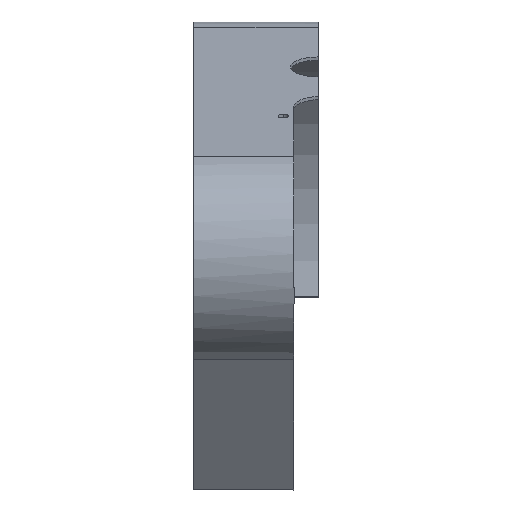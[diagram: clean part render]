
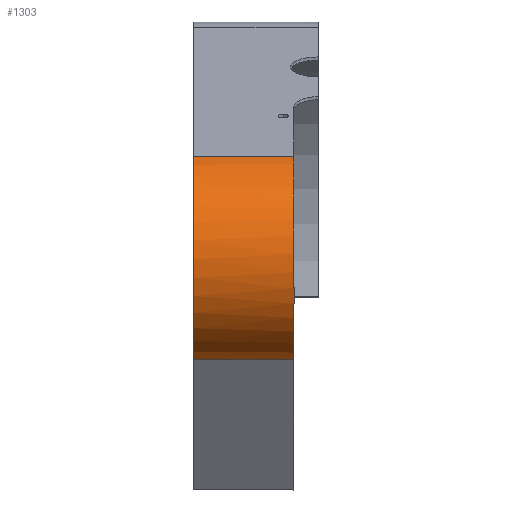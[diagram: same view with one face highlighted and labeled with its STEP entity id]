
A CAD part, front view. The second image highlights one B-rep face of the part: STEP entity #1303.
In plain terms, the highlighted cylindrical face has radius 62 mm (diameter 124 mm), a partial arc.
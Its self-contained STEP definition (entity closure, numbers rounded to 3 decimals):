
#1037=CARTESIAN_POINT('Vertex',(21.725,-22.236,57.875)) ;
#1078=CARTESIAN_POINT('Vertex',(-35.75,-22.236,57.875)) ;
#1081=CARTESIAN_POINT('Line Origine',(0.,-22.236,57.875)) ;
#1149=CARTESIAN_POINT('Axis2P3D Location',(21.725,0.,0.)) ;
#1153=CARTESIAN_POINT('Vertex',(21.725,-61.398,-8.618)) ;
#1204=CARTESIAN_POINT('Control Point',(21.725,-51.373,-34.71)) ;
#1205=CARTESIAN_POINT('Control Point',(21.725,-52.958,-32.365)) ;
#1206=CARTESIAN_POINT('Control Point',(21.757,-54.408,-29.93)) ;
#1207=CARTESIAN_POINT('Control Point',(21.789,-55.709,-27.43)) ;
#1208=CARTESIAN_POINT('Control Point',(21.818,-57.789,-22.816)) ;
#1209=CARTESIAN_POINT('Control Point',(21.795,-59.391,-18.009)) ;
#1210=CARTESIAN_POINT('Control Point',(21.774,-60.008,-15.835)) ;
#1211=CARTESIAN_POINT('Control Point',(21.744,-60.655,-13.078)) ;
#1212=CARTESIAN_POINT('Control Point',(21.729,-61.144,-10.291)) ;
#1213=CARTESIAN_POINT('Control Point',(21.726,-61.235,-9.734)) ;
#1214=CARTESIAN_POINT('Control Point',(21.725,-61.32,-9.177)) ;
#1215=CARTESIAN_POINT('Control Point',(21.725,-61.398,-8.618)) ;
#1216=CARTESIAN_POINT('Vertex',(21.725,-51.373,-34.71)) ;
#1242=CARTESIAN_POINT('Axis2P3D Location',(21.725,0.,0.)) ;
#1246=CARTESIAN_POINT('Vertex',(21.725,-20.168,-58.628)) ;
#1278=CARTESIAN_POINT('Axis2P3D Location',(0.,0.,0.)) ;
#1283=CARTESIAN_POINT('Axis2P3D Location',(-35.75,0.,0.)) ;
#1287=CARTESIAN_POINT('Vertex',(-35.75,-20.168,-58.628)) ;
#1290=CARTESIAN_POINT('Line Origine',(0.,-20.168,-58.628)) ;
#1083=VECTOR('Line Direction',#1082,1.) ;
#1292=VECTOR('Line Direction',#1291,1.) ;
#1082=DIRECTION('Vector Direction',(1.,0.,0.)) ;
#1150=DIRECTION('Axis2P3D Direction',(-1.,0.,0.)) ;
#1243=DIRECTION('Axis2P3D Direction',(-1.,0.,0.)) ;
#1279=DIRECTION('Axis2P3D Direction',(1.,0.,0.)) ;
#1280=DIRECTION('Axis2P3D XDirection',(0.,1.,0.018)) ;
#1284=DIRECTION('Axis2P3D Direction',(1.,0.,0.)) ;
#1291=DIRECTION('Vector Direction',(1.,0.,0.)) ;
#1151=AXIS2_PLACEMENT_3D('Circle Axis2P3D',#1149,#1150,$) ;
#1244=AXIS2_PLACEMENT_3D('Circle Axis2P3D',#1242,#1243,$) ;
#1281=AXIS2_PLACEMENT_3D('Cylinder Axis2P3D',#1278,#1279,#1280) ;
#1285=AXIS2_PLACEMENT_3D('Circle Axis2P3D',#1283,#1284,$) ;
#1084=LINE('Line',#1081,#1083) ;
#1293=LINE('Line',#1290,#1292) ;
#1152=CIRCLE('generated circle',#1151,62.) ;
#1245=CIRCLE('generated circle',#1244,62.) ;
#1286=CIRCLE('generated circle',#1285,62.) ;
#1282=CYLINDRICAL_SURFACE('generated cylinder',#1281,62.) ;
#1085=EDGE_CURVE('',#1079,#1038,#1084,.T.) ;
#1155=EDGE_CURVE('',#1038,#1154,#1152,.F.) ;
#1218=EDGE_CURVE('',#1217,#1154,#1203,.T.) ;
#1248=EDGE_CURVE('',#1217,#1247,#1245,.F.) ;
#1289=EDGE_CURVE('',#1079,#1288,#1286,.T.) ;
#1294=EDGE_CURVE('',#1288,#1247,#1293,.T.) ;
#1296=ORIENTED_EDGE('',*,*,#1218,.T.) ;
#1297=ORIENTED_EDGE('',*,*,#1155,.F.) ;
#1298=ORIENTED_EDGE('',*,*,#1085,.F.) ;
#1299=ORIENTED_EDGE('',*,*,#1289,.T.) ;
#1300=ORIENTED_EDGE('',*,*,#1294,.T.) ;
#1301=ORIENTED_EDGE('',*,*,#1248,.F.) ;
#1295=EDGE_LOOP('',(#1296,#1297,#1298,#1299,#1300,#1301)) ;
#1038=VERTEX_POINT('',#1037) ;
#1079=VERTEX_POINT('',#1078) ;
#1154=VERTEX_POINT('',#1153) ;
#1217=VERTEX_POINT('',#1216) ;
#1247=VERTEX_POINT('',#1246) ;
#1288=VERTEX_POINT('',#1287) ;
#1303=ADVANCED_FACE('Corps principal',(#1302),#1282,.T.) ;
#1203=B_SPLINE_CURVE_WITH_KNOTS('',5,(#1204,#1205,#1206,#1207,#1208,#1209,#1210,#1211,#1212,#1213,#1214,#1215),.UNSPECIFIED.,.F.,.U.,(6,3,3,6),(0.,23.983,43.187,47.966),.UNSPECIFIED.) ;
#1302=FACE_OUTER_BOUND('',#1295,.T.) ;
